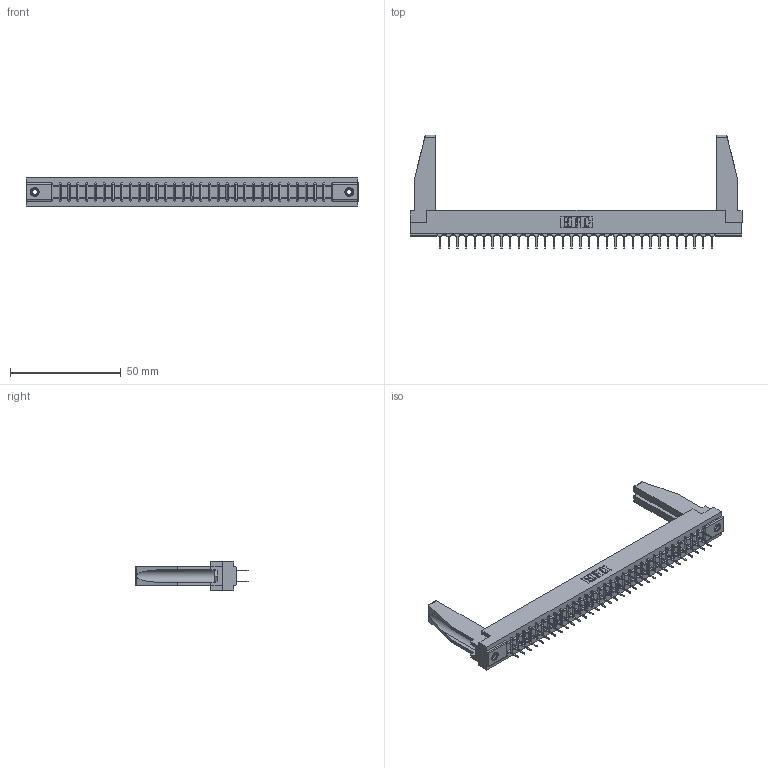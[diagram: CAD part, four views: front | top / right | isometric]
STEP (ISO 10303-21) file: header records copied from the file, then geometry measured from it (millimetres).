
FILE_DESCRIPTION (( 'STEP AP203' ), '1' );
FILE_NAME ('307-064-524-278.STEP', '2019-09-06T16:46:40', ( '' ), ( '' ), 'SwSTEP 2.0', 'SolidWorks 2016', '' );
FILE_SCHEMA (( 'CONFIG_CONTROL_DESIGN' ));
Length unit declared in the file: inch
Products named in the file (5): 307-220-078; 307-290-001_524; 345-250-001_345-250-001-102; 307-064-524-278; 307 Part_.156 Dia Mounting Holes
Assembly tree (69 placements, depth 2):
  307-064-524-278
    307 Part_.156 Dia Mounting Holes
    307-290-001_524  x64
    307-220-078  x2
    345-250-001_345-250-001-102  x2
Bounding box: 149.81 x 51.13 x 12.7 mm (x, y, z)
Volume: 19832.2 mm3; surface area: 22785.8 mm2
Topology: 69 solids, 69 shells, 3225 faces, 8973 edges, 5798 vertices
Faces by surface type: plane 2138, cylinder 1005, sphere 66, cone 12, torus 4
Entity records: 32097 total; most frequent: CARTESIAN_POINT 5262, ORIENTED_EDGE 5172, DIRECTION 5112, EDGE_CURVE 2586, LINE 1984, VECTOR 1984, VERTEX_POINT 1672, AXIS2_PLACEMENT_3D 1564
